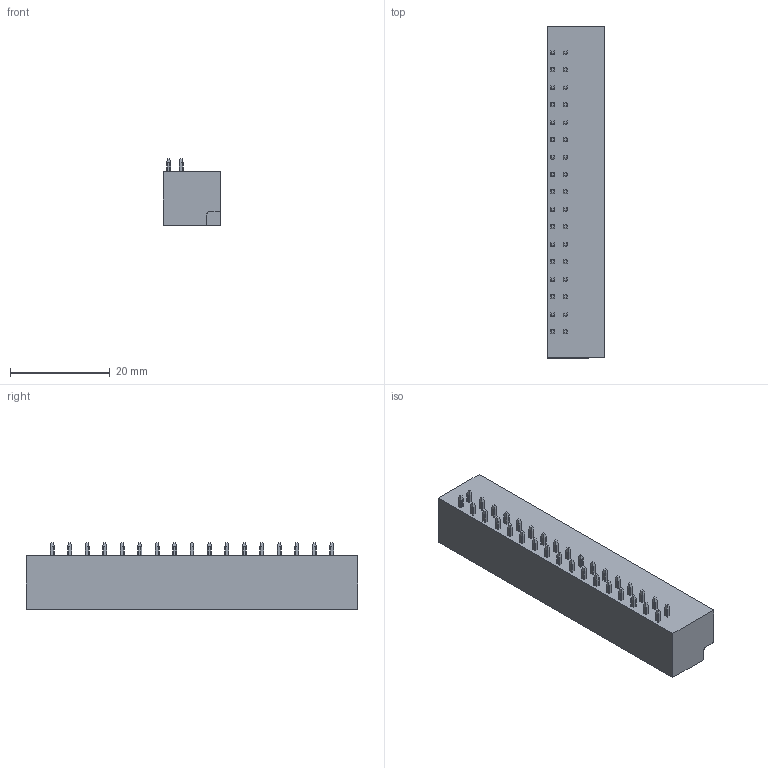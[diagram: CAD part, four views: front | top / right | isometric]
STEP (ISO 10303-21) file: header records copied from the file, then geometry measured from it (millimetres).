
FILE_DESCRIPTION((''),'2;1');
FILE_NAME('1111','2024-11-16T08:11:32',('tluser'),(''),'CREO PARAMETRIC BY PTC INC, 2018100','CREO PARAMETRIC BY PTC INC, 2018100','');
FILE_SCHEMA(('CONFIG_CONTROL_DESIGN'));
Length unit declared in the file: millimetre
Products named in the file (1): 1111
Bounding box: 11.6 x 66.5 x 13.4 mm (x, y, z)
Volume: 5950.5 mm3; surface area: 5856.1 mm2
Topology: 1 solids, 1 shells, 1498 faces, 4269 edges, 2846 vertices
Faces by surface type: plane 969, cylinder 410, extrusion 119
Entity records: 50120 total; most frequent: CARTESIAN_POINT 11743, ORIENTED_EDGE 8538, DIRECTION 7082, EDGE_CURVE 4269, VECTOR 3058, LINE 2939, VERTEX_POINT 2846, AXIS2_PLACEMENT_3D 2012
